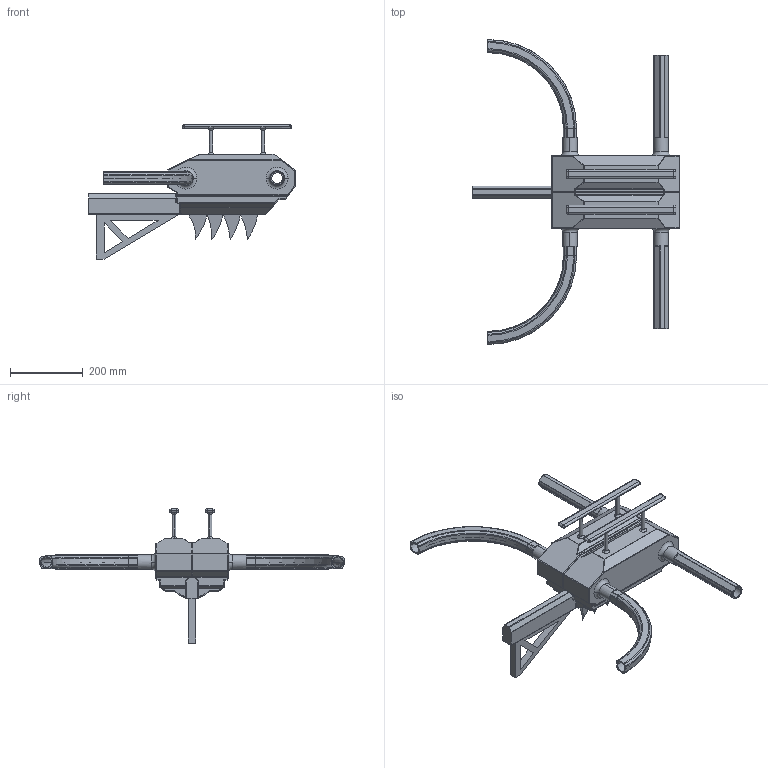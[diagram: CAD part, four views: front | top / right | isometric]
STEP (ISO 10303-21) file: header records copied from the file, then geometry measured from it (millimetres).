
FILE_DESCRIPTION (( 'STEP AP203' ), '1' );
FILE_NAME ('body.STEP', '2024-06-05T17:05:41', ( '' ), ( '' ), 'SwSTEP 2.0', 'SolidWorks 2023', '' );
FILE_SCHEMA (( 'CONFIG_CONTROL_DESIGN' ));
Length unit declared in the file: millimetre
Products named in the file (1): body
Bounding box: 567.05 x 835.92 x 367.47 mm (x, y, z)
Volume: 10073825.1 mm3; surface area: 730917.2 mm2
Topology: 1 solids, 1 shells, 584 faces, 1350 edges, 732 vertices
Faces by surface type: cylinder 244, plane 126, torus 94, sphere 74, bspline 38, cone 8
Entity records: 18771 total; most frequent: CARTESIAN_POINT 5937, DIRECTION 2836, ORIENTED_EDGE 2616, EDGE_CURVE 1308, AXIS2_PLACEMENT_3D 1159, VERTEX_POINT 732, CIRCLE 612, EDGE_LOOP 602
